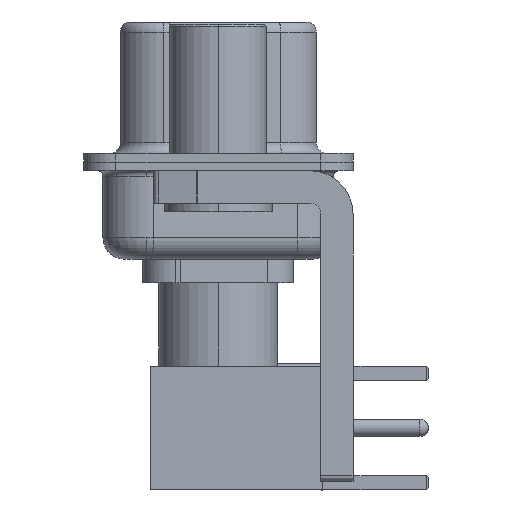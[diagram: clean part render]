
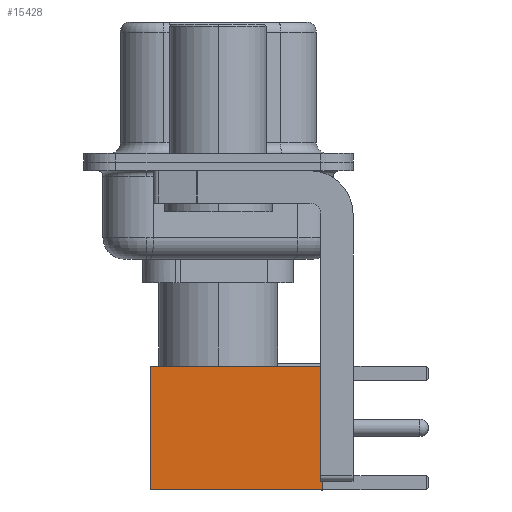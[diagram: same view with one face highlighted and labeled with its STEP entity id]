
A CAD part, left-side view. The second image highlights one B-rep face of the part: STEP entity #15428.
In plain terms, the highlighted face is planar.
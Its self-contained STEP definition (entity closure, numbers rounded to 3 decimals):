
#875 = VERTEX_POINT ( 'NONE', #9176 ) ;
#914 = ORIENTED_EDGE ( 'NONE', *, *, #32850, .T. ) ;
#1093 = VERTEX_POINT ( 'NONE', #1188 ) ;
#1145 = EDGE_CURVE ( 'NONE', #20266, #3136, #28347, .T. ) ;
#1188 = CARTESIAN_POINT ( 'NONE',  ( -2.875, 2.875, 8. ) ) ;
#2343 = ORIENTED_EDGE ( 'NONE', *, *, #3538, .F. ) ;
#2799 = DIRECTION ( 'NONE',  ( 0., 0., -1. ) ) ;
#3136 = VERTEX_POINT ( 'NONE', #6481 ) ;
#3538 = EDGE_CURVE ( 'NONE', #1093, #3136, #33166, .T. ) ;
#5393 = CARTESIAN_POINT ( 'NONE',  ( 2.875, 2.875, 0. ) ) ;
#6481 = CARTESIAN_POINT ( 'NONE',  ( -2.875, 2.875, 0. ) ) ;
#8433 = EDGE_LOOP ( 'NONE', ( #914, #24668, #2343, #19000 ) ) ;
#9176 = CARTESIAN_POINT ( 'NONE',  ( 2.875, 2.875, 8. ) ) ;
#9758 = CARTESIAN_POINT ( 'NONE',  ( 2.875, 2.875, 0. ) ) ;
#15428 = ADVANCED_FACE ( 'NONE', ( #18757 ), #24310, .T. ) ;
#15896 = DIRECTION ( 'NONE',  ( 0., 0., 1. ) ) ;
#16780 = VECTOR ( 'NONE', #28184, 1000. ) ;
#17541 = CARTESIAN_POINT ( 'NONE',  ( 0., 2.875, 8. ) ) ;
#17775 = CARTESIAN_POINT ( 'NONE',  ( 0., 2.875, 0. ) ) ;
#17788 = LINE ( 'NONE', #9758, #16780 ) ;
#18422 = AXIS2_PLACEMENT_3D ( 'NONE', #5393, #24493, #15896 ) ;
#18757 = FACE_OUTER_BOUND ( 'NONE', #8433, .T. ) ;
#19000 = ORIENTED_EDGE ( 'NONE', *, *, #28277, .F. ) ;
#20266 = VERTEX_POINT ( 'NONE', #27266 ) ;
#20415 = LINE ( 'NONE', #17541, #26827 ) ;
#20814 = DIRECTION ( 'NONE',  ( -1., 0., 0. ) ) ;
#24310 = PLANE ( 'NONE',  #18422 ) ;
#24493 = DIRECTION ( 'NONE',  ( 0., 1., 0. ) ) ;
#24668 = ORIENTED_EDGE ( 'NONE', *, *, #1145, .T. ) ;
#24754 = CARTESIAN_POINT ( 'NONE',  ( -2.875, 2.875, 0. ) ) ;
#26827 = VECTOR ( 'NONE', #28460, 1000. ) ;
#27266 = CARTESIAN_POINT ( 'NONE',  ( 2.875, 2.875, 0. ) ) ;
#28045 = VECTOR ( 'NONE', #20814, 1000. ) ;
#28184 = DIRECTION ( 'NONE',  ( 0., 0., -1. ) ) ;
#28277 = EDGE_CURVE ( 'NONE', #875, #1093, #20415, .T. ) ;
#28347 = LINE ( 'NONE', #17775, #28045 ) ;
#28460 = DIRECTION ( 'NONE',  ( -1., 0., 0. ) ) ;
#30605 = VECTOR ( 'NONE', #2799, 1000. ) ;
#32850 = EDGE_CURVE ( 'NONE', #875, #20266, #17788, .T. ) ;
#33166 = LINE ( 'NONE', #24754, #30605 ) ;
